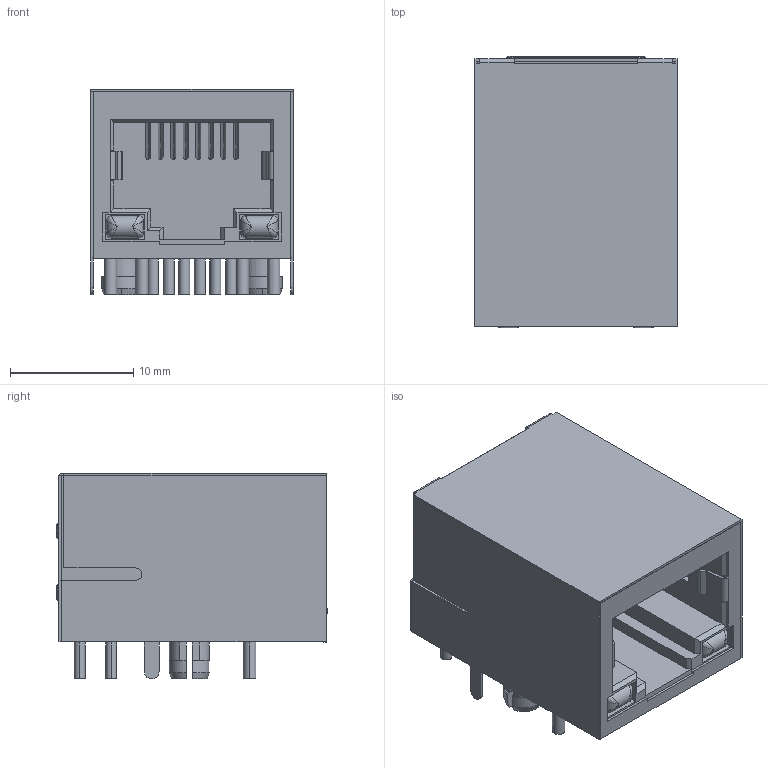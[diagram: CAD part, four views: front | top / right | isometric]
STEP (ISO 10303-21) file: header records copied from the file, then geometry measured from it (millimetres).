
FILE_DESCRIPTION (( 'STEP AP214' ), '1' );
FILE_NAME ('HY911130A.STEP', '2022-03-09T16:58:17', ( '' ), ( '' ), 'SwSTEP 2.0', 'SolidWorks 2017', '' );
FILE_SCHEMA (( 'AUTOMOTIVE_DESIGN' ));
Length unit declared in the file: millimetre
Products named in the file (4): RJ45-TH_10P-P2.54-S2.54_L16.1-W21.4_HY911130A; RJ1; COMPOUND_2; HY911130A
Assembly tree (3 placements, depth 4):
  HY911130A
    RJ1
      RJ45-TH_10P-P2.54-S2.54_L16.1-W21.4_HY911130A
        COMPOUND_2
Bounding box: 16.4 x 22 x 16.7 mm (x, y, z)
Volume: 3752.6 mm3; surface area: 5006.2 mm2
Topology: 27 solids, 27 shells, 389 faces, 921 edges, 594 vertices
Faces by surface type: plane 258, cylinder 95, bspline 30, cone 6
Entity records: 17154 total; most frequent: CARTESIAN_POINT 3726, ORIENTED_EDGE 1826, DIRECTION 1713, EDGE_CURVE 913, LINE 663, VECTOR 663, VERTEX_POINT 594, AXIS2_PLACEMENT_3D 525
